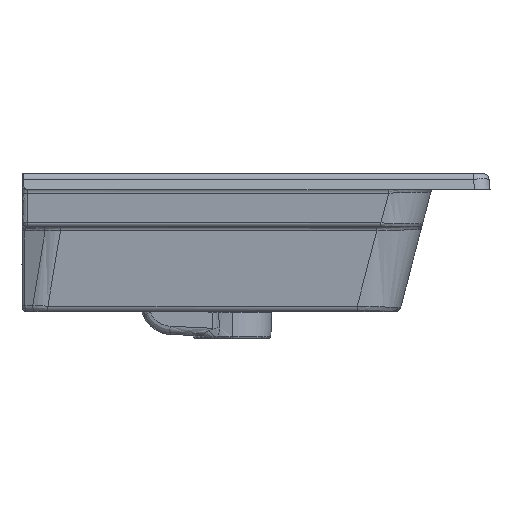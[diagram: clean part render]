
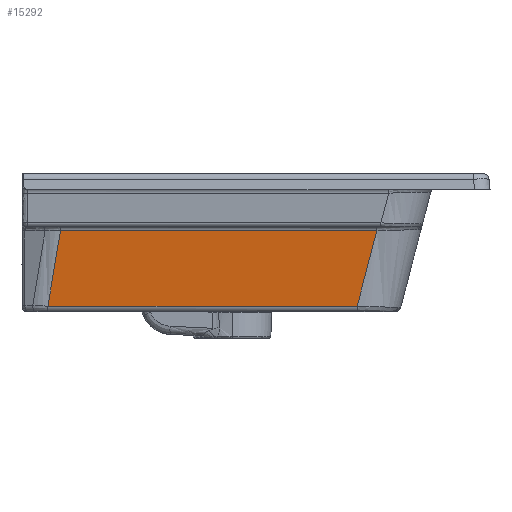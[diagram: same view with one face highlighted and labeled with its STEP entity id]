
A CAD part, left-side view. The second image highlights one B-rep face of the part: STEP entity #15292.
In plain terms, the highlighted planar face has unit normal (-0.995, 0, -0.099).
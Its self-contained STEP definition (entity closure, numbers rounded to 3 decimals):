
#906 = EDGE_CURVE ( 'NONE', #11266, #83590, #49049, .T. ) ;
#1686 = ORIENTED_EDGE ( 'NONE', *, *, #32625, .T. ) ;
#1808 = ORIENTED_EDGE ( 'NONE', *, *, #38481, .F. ) ;
#11266 = VERTEX_POINT ( 'NONE', #23591 ) ;
#12543 = ORIENTED_EDGE ( 'NONE', *, *, #906, .F. ) ;
#14475 = CARTESIAN_POINT ( 'NONE',  ( -556.612, 64.276, -30.143 ) ) ;
#15292 = ADVANCED_FACE ( 'NONE', ( #45251 ), #52669, .T. ) ;
#15580 = CARTESIAN_POINT ( 'NONE',  ( -560.799, -101.396, 11.864 ) ) ;
#15696 = CARTESIAN_POINT ( 'NONE',  ( -556.612, 218.983, -30.143 ) ) ;
#17872 = CARTESIAN_POINT ( 'NONE',  ( -556.612, 220.957, -30.143 ) ) ;
#19108 = CARTESIAN_POINT ( 'NONE',  ( -564.147, 48.106, 45.449 ) ) ;
#19309 = LINE ( 'NONE', #32762, #72030 ) ;
#21488 = VERTEX_POINT ( 'NONE', #67152 ) ;
#23591 = CARTESIAN_POINT ( 'NONE',  ( -564.147, -110.164, 45.449 ) ) ;
#30586 = VERTEX_POINT ( 'NONE', #15696 ) ;
#32625 = EDGE_CURVE ( 'NONE', #11266, #21488, #82619, .T. ) ;
#32762 = CARTESIAN_POINT ( 'NONE',  ( -560.259, 212.88, 6.448 ) ) ;
#35189 = VECTOR ( 'NONE', #88633, 1000. ) ;
#38481 = EDGE_CURVE ( 'NONE', #83590, #30586, #78016, .T. ) ;
#42103 = EDGE_CURVE ( 'NONE', #30586, #21488, #19309, .T. ) ;
#42806 = DIRECTION ( 'NONE',  ( 0., 1., 0. ) ) ;
#43938 = VECTOR ( 'NONE', #42806, 1000. ) ;
#45251 = FACE_OUTER_BOUND ( 'NONE', #49856, .T. ) ;
#49049 = LINE ( 'NONE', #15580, #61046 ) ;
#49856 = EDGE_LOOP ( 'NONE', ( #57333, #1808, #12543, #1686 ) ) ;
#52669 = PLANE ( 'NONE',  #67678 ) ;
#57333 = ORIENTED_EDGE ( 'NONE', *, *, #42103, .F. ) ;
#58259 = DIRECTION ( 'NONE',  ( -0.995, 0., -0.099 ) ) ;
#61029 = DIRECTION ( 'NONE',  ( -0.098, -0.164, 0.982 ) ) ;
#61046 = VECTOR ( 'NONE', #85163, 1000. ) ;
#66574 = DIRECTION ( 'NONE',  ( -0.099, 0., 0.995 ) ) ;
#67152 = CARTESIAN_POINT ( 'NONE',  ( -564.147, 206.376, 45.449 ) ) ;
#67678 = AXIS2_PLACEMENT_3D ( 'NONE', #17872, #58259, #66574 ) ;
#72030 = VECTOR ( 'NONE', #61029, 1000. ) ;
#78016 = LINE ( 'NONE', #14475, #43938 ) ;
#82619 = LINE ( 'NONE', #19108, #35189 ) ;
#83590 = VERTEX_POINT ( 'NONE', #88038 ) ;
#85163 = DIRECTION ( 'NONE',  ( 0.096, 0.251, -0.963 ) ) ;
#88038 = CARTESIAN_POINT ( 'NONE',  ( -556.612, -90.43, -30.143 ) ) ;
#88633 = DIRECTION ( 'NONE',  ( 0., 1., 0. ) ) ;
